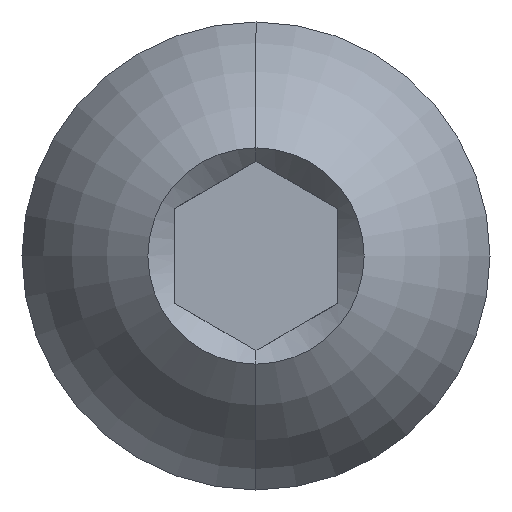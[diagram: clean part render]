
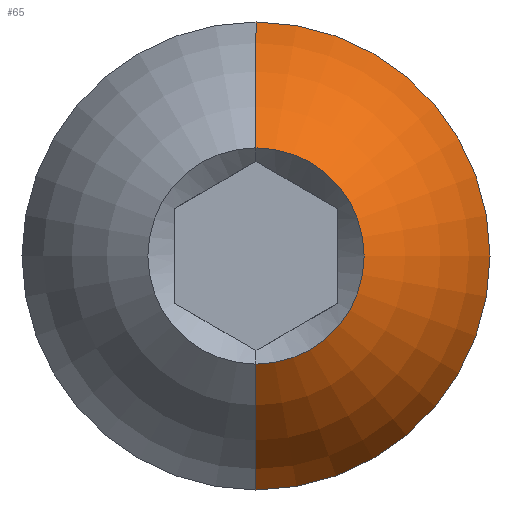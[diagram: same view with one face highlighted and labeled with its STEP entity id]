
A CAD part, left-side view. The second image highlights one B-rep face of the part: STEP entity #65.
In plain terms, the highlighted toroidal (fillet/blend) face has major radius 2.862 mm and minor radius 10.556 mm.
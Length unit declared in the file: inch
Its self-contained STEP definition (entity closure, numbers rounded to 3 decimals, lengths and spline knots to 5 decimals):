
#42 = CARTESIAN_POINT ( 'NONE',  ( -0.51762, 0., 0.11269 ) ) ;
#64 = ORIENTED_EDGE ( 'NONE', *, *, #1900, .T. ) ;
#65 = ADVANCED_FACE ( 'NONE', ( #2025 ), #2075, .T. ) ;
#74 = CIRCLE ( 'NONE', #744, 0.28125 ) ;
#110 = CARTESIAN_POINT ( 'NONE',  ( -0.51762, 0., -0.11269 ) ) ;
#149 = CARTESIAN_POINT ( 'NONE',  ( -0.855, 0., -0.13 ) ) ;
#218 = AXIS2_PLACEMENT_3D ( 'NONE', #1623, #2422, #641 ) ;
#257 = AXIS2_PLACEMENT_3D ( 'NONE', #42, #406, #830 ) ;
#305 = ORIENTED_EDGE ( 'NONE', *, *, #2254, .F. ) ;
#400 = AXIS2_PLACEMENT_3D ( 'NONE', #110, #2312, #894 ) ;
#406 = DIRECTION ( 'NONE',  ( 0., 1., 0. ) ) ;
#465 = DIRECTION ( 'NONE',  ( -1., 0., 0. ) ) ;
#473 = DIRECTION ( 'NONE',  ( 0., 0., 1. ) ) ;
#516 = CARTESIAN_POINT ( 'NONE',  ( -0.65005, 0., 0.28125 ) ) ;
#641 = DIRECTION ( 'NONE',  ( 0., 0., 1. ) ) ;
#744 = AXIS2_PLACEMENT_3D ( 'NONE', #1290, #2099, #473 ) ;
#830 = DIRECTION ( 'NONE',  ( 0., 0., 1. ) ) ;
#838 = CIRCLE ( 'NONE', #218, 0.13 ) ;
#894 = DIRECTION ( 'NONE',  ( 0., 0., -1. ) ) ;
#923 = ORIENTED_EDGE ( 'NONE', *, *, #1071, .T. ) ;
#948 = CARTESIAN_POINT ( 'NONE',  ( -0.855, 0., 0.13 ) ) ;
#1071 = EDGE_CURVE ( 'NONE', #1896, #2101, #1857, .T. ) ;
#1089 = CIRCLE ( 'NONE', #257, 0.4156 ) ;
#1120 = VERTEX_POINT ( 'NONE', #149 ) ;
#1290 = CARTESIAN_POINT ( 'NONE',  ( -0.65005, 0., 0. ) ) ;
#1623 = CARTESIAN_POINT ( 'NONE',  ( -0.855, 0., 0. ) ) ;
#1648 = EDGE_LOOP ( 'NONE', ( #305, #64, #923, #2336 ) ) ;
#1857 = CIRCLE ( 'NONE', #400, 0.4156 ) ;
#1896 = VERTEX_POINT ( 'NONE', #516 ) ;
#1900 = EDGE_CURVE ( 'NONE', #2491, #1896, #74, .T. ) ;
#2025 = FACE_OUTER_BOUND ( 'NONE', #1648, .T. ) ;
#2075 = TOROIDAL_SURFACE ( 'NONE', #2409, -0.11269, 0.4156 ) ;
#2099 = DIRECTION ( 'NONE',  ( -1., 0., 0. ) ) ;
#2101 = VERTEX_POINT ( 'NONE', #948 ) ;
#2123 = CARTESIAN_POINT ( 'NONE',  ( -0.65005, 0., -0.28125 ) ) ;
#2236 = DIRECTION ( 'NONE',  ( 0., 0., 1. ) ) ;
#2254 = EDGE_CURVE ( 'NONE', #2491, #1120, #1089, .T. ) ;
#2274 = EDGE_CURVE ( 'NONE', #1120, #2101, #838, .T. ) ;
#2312 = DIRECTION ( 'NONE',  ( 0., -1., 0. ) ) ;
#2336 = ORIENTED_EDGE ( 'NONE', *, *, #2274, .F. ) ;
#2404 = CARTESIAN_POINT ( 'NONE',  ( -0.51762, 0., 0. ) ) ;
#2409 = AXIS2_PLACEMENT_3D ( 'NONE', #2404, #465, #2236 ) ;
#2422 = DIRECTION ( 'NONE',  ( -1., 0., 0. ) ) ;
#2491 = VERTEX_POINT ( 'NONE', #2123 ) ;
